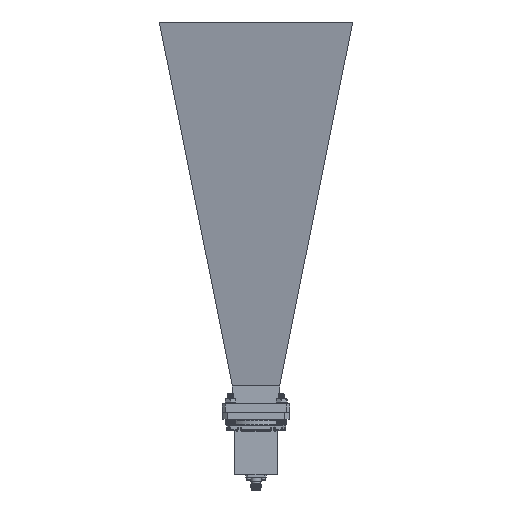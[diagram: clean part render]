
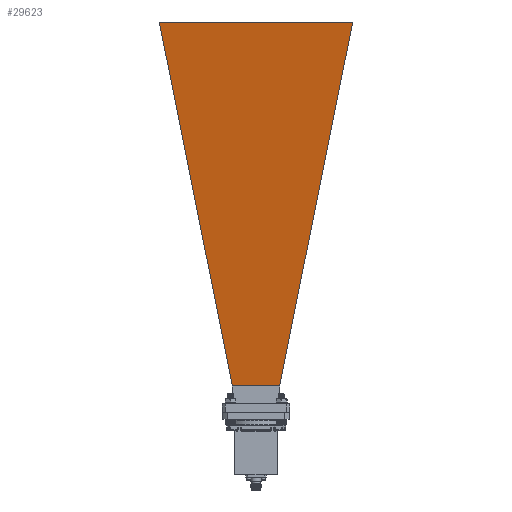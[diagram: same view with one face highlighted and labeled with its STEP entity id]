
A CAD part, front view. The second image highlights one B-rep face of the part: STEP entity #29623.
In plain terms, the highlighted face is planar.
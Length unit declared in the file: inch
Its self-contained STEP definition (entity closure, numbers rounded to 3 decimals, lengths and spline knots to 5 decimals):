
#175 = DIRECTION ( 'NONE',  ( 0.159, 0.194, -0.968 ) ) ;
#398 = ORIENTED_EDGE ( 'NONE', *, *, #2450, .T. ) ;
#1185 = LINE ( 'NONE', #26237, #31818 ) ;
#1936 = CARTESIAN_POINT ( 'NONE',  ( -1.03285, 0., 6.31438 ) ) ;
#2450 = EDGE_CURVE ( 'NONE', #12432, #20260, #16378, .T. ) ;
#11320 = VERTEX_POINT ( 'NONE', #36802 ) ;
#12014 = VECTOR ( 'NONE', #32830, 39.37008 ) ;
#12432 = VERTEX_POINT ( 'NONE', #17887 ) ;
#12455 = LINE ( 'NONE', #22336, #31316 ) ;
#12916 = AXIS2_PLACEMENT_3D ( 'NONE', #1936, #14866, #17749 ) ;
#13053 = ORIENTED_EDGE ( 'NONE', *, *, #28619, .F. ) ;
#13970 = VERTEX_POINT ( 'NONE', #26885 ) ;
#14008 = VECTOR ( 'NONE', #22537, 39.37008 ) ;
#14866 = DIRECTION ( 'NONE',  ( -0.987, 0., -0.162 ) ) ;
#16378 = LINE ( 'NONE', #32182, #14008 ) ;
#17749 = DIRECTION ( 'NONE',  ( -0.162, 0., 0.987 ) ) ;
#17887 = CARTESIAN_POINT ( 'NONE',  ( -0.31811, 0.56853, 1.95888 ) ) ;
#20260 = VERTEX_POINT ( 'NONE', #36412 ) ;
#21152 = EDGE_CURVE ( 'NONE', #11320, #13970, #35909, .T. ) ;
#22336 = CARTESIAN_POINT ( 'NONE',  ( -1.75229, -2.32096, 10.6985 ) ) ;
#22520 = ORIENTED_EDGE ( 'NONE', *, *, #21152, .F. ) ;
#22537 = DIRECTION ( 'NONE',  ( 0., -1., 0. ) ) ;
#23373 = DIRECTION ( 'NONE',  ( -0.159, 0.194, 0.968 ) ) ;
#24077 = EDGE_CURVE ( 'NONE', #12432, #11320, #1185, .T. ) ;
#24094 = FACE_OUTER_BOUND ( 'NONE', #24515, .T. ) ;
#24515 = EDGE_LOOP ( 'NONE', ( #398, #13053, #22520, #32261 ) ) ;
#26237 = CARTESIAN_POINT ( 'NONE',  ( -0.31811, 0.56853, 1.95888 ) ) ;
#26276 = CARTESIAN_POINT ( 'NONE',  ( -1.75229, 0., 10.6985 ) ) ;
#26885 = CARTESIAN_POINT ( 'NONE',  ( -1.75229, -2.32096, 10.6985 ) ) ;
#28619 = EDGE_CURVE ( 'NONE', #13970, #20260, #12455, .T. ) ;
#29623 = ADVANCED_FACE ( 'NONE', ( #24094 ), #39915, .T. ) ;
#31316 = VECTOR ( 'NONE', #175, 39.37008 ) ;
#31818 = VECTOR ( 'NONE', #23373, 39.37008 ) ;
#32182 = CARTESIAN_POINT ( 'NONE',  ( -0.31811, 0., 1.95888 ) ) ;
#32261 = ORIENTED_EDGE ( 'NONE', *, *, #24077, .F. ) ;
#32830 = DIRECTION ( 'NONE',  ( 0., -1., 0. ) ) ;
#35909 = LINE ( 'NONE', #26276, #12014 ) ;
#36412 = CARTESIAN_POINT ( 'NONE',  ( -0.31811, -0.56853, 1.95888 ) ) ;
#36802 = CARTESIAN_POINT ( 'NONE',  ( -1.75229, 2.32096, 10.6985 ) ) ;
#39915 = PLANE ( 'NONE',  #12916 ) ;
